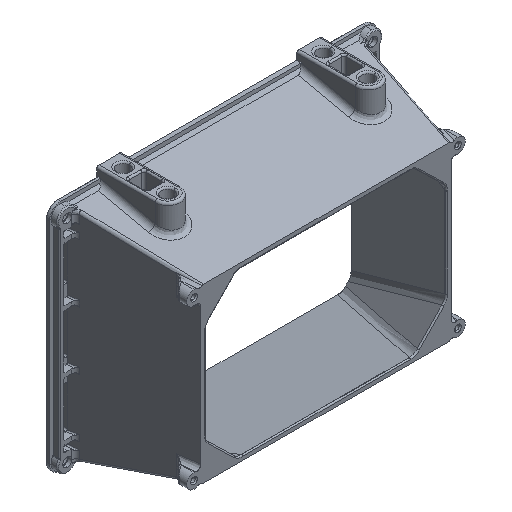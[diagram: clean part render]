
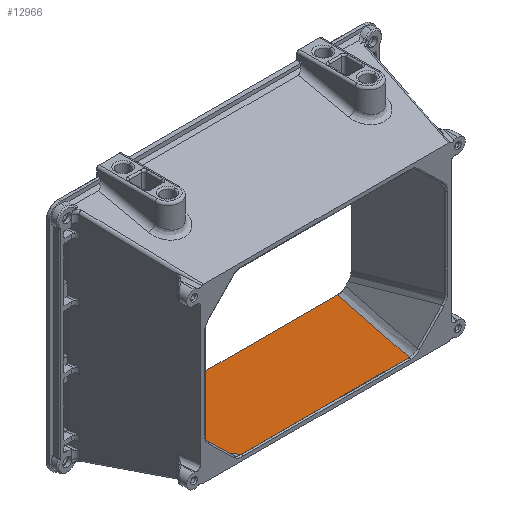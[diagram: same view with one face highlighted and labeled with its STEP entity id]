
A CAD part, isometric view. The second image highlights one B-rep face of the part: STEP entity #12966.
In plain terms, the highlighted planar face has unit normal (0, 0.214, 0.977).
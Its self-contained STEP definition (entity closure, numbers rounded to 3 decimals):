
#469 = LINE ( 'NONE', #13053, #14160 ) ;
#1115 = ORIENTED_EDGE ( 'NONE', *, *, #8243, .T. ) ;
#1668 = CARTESIAN_POINT ( 'NONE',  ( 40.848, 28.162, -35.324 ) ) ;
#2133 = CARTESIAN_POINT ( 'NONE',  ( -30.018, 0.486, -29.264 ) ) ;
#2488 = LINE ( 'NONE', #9413, #15175 ) ;
#2702 = CARTESIAN_POINT ( 'NONE',  ( 30.393, 0.486, -29.264 ) ) ;
#3176 = EDGE_LOOP ( 'NONE', ( #11927, #8624, #14335, #1115 ) ) ;
#3699 = VERTEX_POINT ( 'NONE', #14752 ) ;
#3934 = VERTEX_POINT ( 'NONE', #5666 ) ;
#4177 = DIRECTION ( 'NONE',  ( 0., -0.214, -0.977 ) ) ;
#4602 = EDGE_CURVE ( 'NONE', #11286, #3934, #16984, .T. ) ;
#5261 = CARTESIAN_POINT ( 'NONE',  ( -40.654, 28.162, -35.324 ) ) ;
#5546 = B_SPLINE_CURVE_WITH_KNOTS ( 'NONE', 3,
 ( #7689, #5261, #6259, #9139 ),
 .UNSPECIFIED., .F., .F.,
 ( 4, 4 ),
 ( -0.022, 0.988 ),
 .UNSPECIFIED. ) ;
#5666 = CARTESIAN_POINT ( 'NONE',  ( 46.075, 42., -38.354 ) ) ;
#6259 = CARTESIAN_POINT ( 'NONE',  ( -35.336, 14.324, -32.294 ) ) ;
#6339 = PLANE ( 'NONE',  #11285 ) ;
#7689 = CARTESIAN_POINT ( 'NONE',  ( -45.972, 42., -38.354 ) ) ;
#8243 = EDGE_CURVE ( 'NONE', #3934, #3699, #2488, .T. ) ;
#8624 = ORIENTED_EDGE ( 'NONE', *, *, #14969, .T. ) ;
#9139 = CARTESIAN_POINT ( 'NONE',  ( -30.018, 0.486, -29.264 ) ) ;
#9413 = CARTESIAN_POINT ( 'NONE',  ( 0., 42., -38.354 ) ) ;
#9565 = VERTEX_POINT ( 'NONE', #2133 ) ;
#9854 = CARTESIAN_POINT ( 'NONE',  ( 46.075, 42., -38.354 ) ) ;
#11285 = AXIS2_PLACEMENT_3D ( 'NONE', #17267, #4177, #13519 ) ;
#11286 = VERTEX_POINT ( 'NONE', #2702 ) ;
#11927 = ORIENTED_EDGE ( 'NONE', *, *, #15714, .T. ) ;
#12912 = CARTESIAN_POINT ( 'NONE',  ( 35.621, 14.324, -32.294 ) ) ;
#12966 = ADVANCED_FACE ( 'NONE', ( #13168 ), #6339, .F. ) ;
#12973 = DIRECTION ( 'NONE',  ( 1., 0., 0. ) ) ;
#13053 = CARTESIAN_POINT ( 'NONE',  ( 0., 0.486, -29.264 ) ) ;
#13168 = FACE_OUTER_BOUND ( 'NONE', #3176, .T. ) ;
#13519 = DIRECTION ( 'NONE',  ( 0., 0.977, -0.214 ) ) ;
#14160 = VECTOR ( 'NONE', #12973, 1000. ) ;
#14335 = ORIENTED_EDGE ( 'NONE', *, *, #4602, .T. ) ;
#14752 = CARTESIAN_POINT ( 'NONE',  ( -45.972, 42., -38.354 ) ) ;
#14969 = EDGE_CURVE ( 'NONE', #9565, #11286, #469, .T. ) ;
#14970 = DIRECTION ( 'NONE',  ( -1., 0., 0. ) ) ;
#15175 = VECTOR ( 'NONE', #14970, 1000. ) ;
#15405 = CARTESIAN_POINT ( 'NONE',  ( 30.393, 0.486, -29.264 ) ) ;
#15714 = EDGE_CURVE ( 'NONE', #3699, #9565, #5546, .T. ) ;
#16984 = B_SPLINE_CURVE_WITH_KNOTS ( 'NONE', 3,
 ( #15405, #12912, #1668, #9854 ),
 .UNSPECIFIED., .F., .F.,
 ( 4, 4 ),
 ( 0.012, 1.022 ),
 .UNSPECIFIED. ) ;
#17267 = CARTESIAN_POINT ( 'NONE',  ( 0., -6.093, -27.823 ) ) ;
